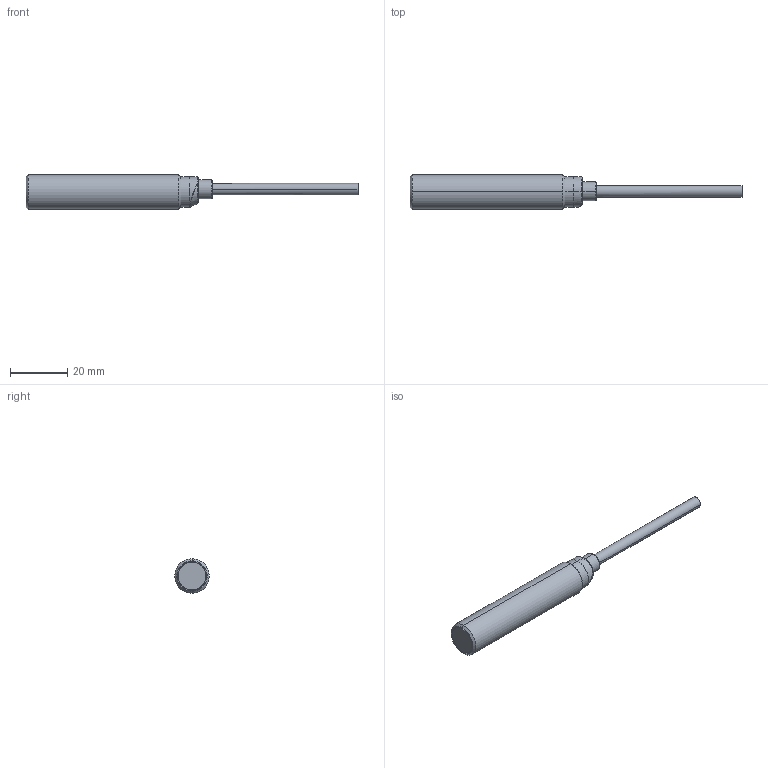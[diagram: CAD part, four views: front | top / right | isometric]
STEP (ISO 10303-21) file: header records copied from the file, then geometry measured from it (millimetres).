
FILE_DESCRIPTION (( 'STEP AP214' ), '1' );
FILE_NAME ('PNM-AN-4A.step', '2018-04-17T19:52:22', ( '' ), ( '' ), 'SwSTEP 2.0', 'SolidWorks 2017', '' );
FILE_SCHEMA (( 'AUTOMOTIVE_DESIGN' ));
Length unit declared in the file: inch
Products named in the file (1): PNM-AN-4A
Bounding box: 115.8 x 12 x 12 mm (x, y, z)
Volume: 7399 mm3; surface area: 3207.6 mm2
Topology: 1 solids, 2 shells, 68 faces, 161 edges, 100 vertices
Faces by surface type: plane 21, bspline 19, cylinder 19, cone 9
Entity records: 2886 total; most frequent: CARTESIAN_POINT 1373, ORIENTED_EDGE 318, DIRECTION 303, EDGE_CURVE 159, AXIS2_PLACEMENT_3D 127, VERTEX_POINT 100, CIRCLE 77, EDGE_LOOP 73
